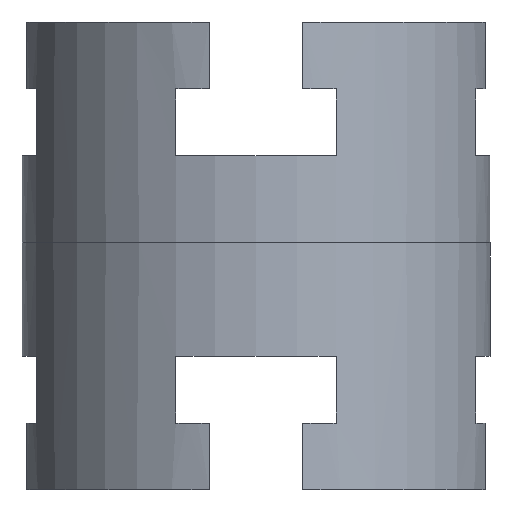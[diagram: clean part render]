
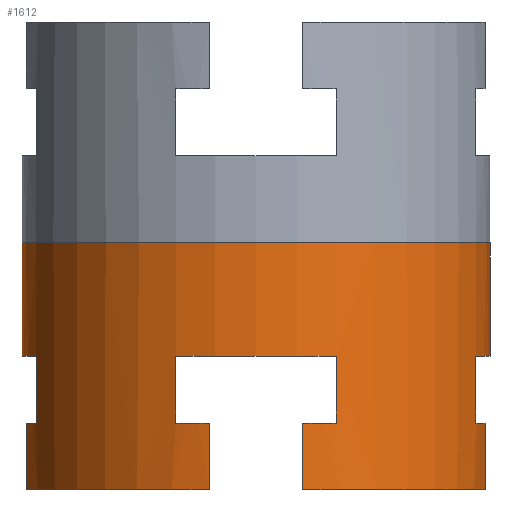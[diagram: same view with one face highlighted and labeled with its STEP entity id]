
A CAD part, front view. The second image highlights one B-rep face of the part: STEP entity #1612.
In plain terms, the highlighted cylindrical face has radius 35 mm (diameter 70 mm), a partial arc.
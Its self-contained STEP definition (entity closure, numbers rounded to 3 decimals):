
#654=VERTEX_POINT('',#1799);
#744=EDGE_CURVE('',#1520,#912,#1900,.T.);
#760=VERTEX_POINT('',#1916);
#778=EDGE_CURVE('',#1284,#760,#1937,.T.);
#798=EDGE_CURVE('',#930,#974,#1958,.T.);
#842=EDGE_CURVE('',#1318,#1486,#2006,.T.);
#912=VERTEX_POINT('',#2081);
#922=VERTEX_POINT('',#2093);
#930=VERTEX_POINT('',#2101);
#974=VERTEX_POINT('',#2150);
#998=EDGE_CURVE('',#1412,#1100,#2176,.T.);
#1070=VERTEX_POINT('',#2257);
#1090=EDGE_CURVE('',#1118,#930,#2279,.T.);
#1100=VERTEX_POINT('',#2290);
#1118=VERTEX_POINT('',#2309);
#1144=EDGE_CURVE('',#1486,#1118,#2337,.T.);
#1164=VERTEX_POINT('',#2361);
#1246=EDGE_CURVE('',#974,#1700,#2455,.T.);
#1256=EDGE_CURVE('',#760,#922,#2466,.T.);
#1260=EDGE_CURVE('',#922,#1590,#2470,.T.);
#1272=EDGE_CURVE('',#654,#1318,#2483,.T.);
#1278=EDGE_CURVE('',#1534,#1412,#2489,.T.);
#1284=VERTEX_POINT('',#2496);
#1294=EDGE_CURVE('',#1700,#1164,#2506,.T.);
#1318=VERTEX_POINT('',#2533);
#1360=EDGE_CURVE('',#912,#1566,#2580,.T.);
#1412=VERTEX_POINT('',#2639);
#1438=EDGE_CURVE('',#1070,#1284,#2668,.T.);
#1486=VERTEX_POINT('',#2723);
#1498=EDGE_CURVE('',#1164,#1534,#2735,.T.);
#1520=VERTEX_POINT('',#2757);
#1534=VERTEX_POINT('',#2772);
#1566=VERTEX_POINT('',#2810);
#1584=EDGE_CURVE('',#1590,#1676,#2830,.T.);
#1590=VERTEX_POINT('',#2836);
#1612=ADVANCED_FACE('',(#2858),#2859,.T.);
#1642=EDGE_CURVE('',#1676,#1520,#2891,.T.);
#1666=EDGE_CURVE('',#1100,#1070,#2918,.T.);
#1676=VERTEX_POINT('',#2928);
#1698=EDGE_CURVE('',#1566,#654,#2951,.T.);
#1700=VERTEX_POINT('',#2953);
#1799=CARTESIAN_POINT('',(-34.293,-7.,0.0));
#1900=LINE('',#3206,#3207);
#1916=CARTESIAN_POINT('',(35.0,0.,20.0));
#1937=CIRCLE('',#3260,35.0);
#1958=CIRCLE('',#3286,35.0);
#2006=LINE('',#3348,#3349);
#2081=CARTESIAN_POINT('',(-32.879,-12.,10.0));
#2093=CARTESIAN_POINT('',(35.0,0.,36.95));
#2101=CARTESIAN_POINT('',(-12.,-32.879,20.0));
#2150=CARTESIAN_POINT('',(12.,-32.879,20.0));
#2176=LINE('',#3591,#3592);
#2257=CARTESIAN_POINT('',(32.879,-12.,10.0));
#2279=LINE('',#3724,#3725);
#2290=CARTESIAN_POINT('',(34.293,-7.,10.0));
#2309=CARTESIAN_POINT('',(-12.,-32.879,10.0));
#2337=CIRCLE('',#3805,35.0);
#2361=CARTESIAN_POINT('',(7.,-34.293,10.));
#2455=LINE('',#3967,#3968);
#2466=LINE('',#3986,#3987);
#2470=CIRCLE('',#3994,35.0);
#2483=CIRCLE('',#4012,35.0);
#2489=CIRCLE('',#4019,35.0);
#2496=CARTESIAN_POINT('',(32.879,-12.,20.0));
#2506=CIRCLE('',#4045,35.0);
#2533=CARTESIAN_POINT('',(-7.,-34.293,0.));
#2580=CIRCLE('',#4163,35.0);
#2639=CARTESIAN_POINT('',(34.293,-7.,0.0));
#2668=LINE('',#4280,#4281);
#2723=CARTESIAN_POINT('',(-7.,-34.293,10.));
#2735=LINE('',#4367,#4368);
#2757=CARTESIAN_POINT('',(-32.879,-12.,20.0));
#2772=CARTESIAN_POINT('',(7.,-34.293,0.));
#2810=CARTESIAN_POINT('',(-34.293,-7.,10.));
#2830=LINE('',#4503,#4504);
#2836=CARTESIAN_POINT('',(-35.0,0.,36.95));
#2858=FACE_OUTER_BOUND('',#4545,.T.);
#2859=CYLINDRICAL_SURFACE('',#4546,35.0);
#2891=CIRCLE('',#4596,35.0);
#2918=CIRCLE('',#4629,35.0);
#2928=CARTESIAN_POINT('',(-35.0,0.,20.0));
#2951=LINE('',#4674,#4675);
#2953=CARTESIAN_POINT('',(12.,-32.879,10.0));
#3206=CARTESIAN_POINT('',(-32.879,-12.,0.0));
#3207=VECTOR('',#4911,1.0);
#3260=AXIS2_PLACEMENT_3D('',#4953,#4954,#4955);
#3286=AXIS2_PLACEMENT_3D('',#4971,#4972,#4973);
#3348=CARTESIAN_POINT('',(-7.,-34.293,0.0));
#3349=VECTOR('',#5020,1.0);
#3591=CARTESIAN_POINT('',(34.293,-7.,0.0));
#3592=VECTOR('',#5226,1.0);
#3724=CARTESIAN_POINT('',(-12.,-32.879,0.0));
#3725=VECTOR('',#5373,1.0);
#3805=AXIS2_PLACEMENT_3D('',#5431,#5432,#5433);
#3967=CARTESIAN_POINT('',(12.,-32.879,0.0));
#3968=VECTOR('',#5593,1.0);
#3986=CARTESIAN_POINT('',(35.0,0.,0.0));
#3987=VECTOR('',#5605,1.0);
#3994=AXIS2_PLACEMENT_3D('',#5607,#5608,#5609);
#4012=AXIS2_PLACEMENT_3D('',#5620,#5621,#5622);
#4019=AXIS2_PLACEMENT_3D('',#5623,#5624,#5625);
#4045=AXIS2_PLACEMENT_3D('',#5643,#5644,#5645);
#4163=AXIS2_PLACEMENT_3D('',#5733,#5734,#5735);
#4280=CARTESIAN_POINT('',(32.879,-12.,0.0));
#4281=VECTOR('',#5854,1.0);
#4367=CARTESIAN_POINT('',(7.,-34.293,0.0));
#4368=VECTOR('',#5916,1.0);
#4503=CARTESIAN_POINT('',(-35.0,0.,0.0));
#4504=VECTOR('',#6022,1.0);
#4545=EDGE_LOOP('',(#6043,#6044,#6045,#6046,#6047,#6048,#6049,#6050,#6051,#6052,#6053,#6054,#6055,#6056,#6057,#6058,#6059,#6060,#6061,#6062));
#4546=AXIS2_PLACEMENT_3D('',#6063,#6064,#6065);
#4596=AXIS2_PLACEMENT_3D('',#6093,#6094,#6095);
#4629=AXIS2_PLACEMENT_3D('',#6129,#6130,#6131);
#4674=CARTESIAN_POINT('',(-34.293,-7.,0.0));
#4675=VECTOR('',#6159,1.0);
#4911=DIRECTION('',(0.0,0.0,-1.0));
#4953=CARTESIAN_POINT('',(0.0,0.0,20.0));
#4954=DIRECTION('',(0.,0.0,1.0));
#4955=DIRECTION('',(1.0,0.0,0.));
#4971=CARTESIAN_POINT('',(0.0,0.0,20.0));
#4972=DIRECTION('',(0.,0.,1.0));
#4973=DIRECTION('',(1.0,0.,0.));
#5020=DIRECTION('',(0.0,0.0,1.0));
#5226=DIRECTION('',(0.0,0.0,1.0));
#5373=DIRECTION('',(0.0,0.0,1.0));
#5431=CARTESIAN_POINT('',(0.0,0.0,10.0));
#5432=DIRECTION('',(0.,0.,-1.0));
#5433=DIRECTION('',(1.0,0.,0.));
#5593=DIRECTION('',(0.0,0.0,-1.0));
#5605=DIRECTION('',(0.0,0.0,1.0));
#5607=CARTESIAN_POINT('',(0.0,0.0,36.95));
#5608=DIRECTION('',(0.0,0.0,-1.0));
#5609=DIRECTION('',(1.0,0.0,0.0));
#5620=CARTESIAN_POINT('',(0.0,0.0,0.0));
#5621=DIRECTION('',(0.0,0.0,1.0));
#5622=DIRECTION('',(1.0,0.0,0.0));
#5623=CARTESIAN_POINT('',(0.0,0.0,0.0));
#5624=DIRECTION('',(0.0,0.0,1.0));
#5625=DIRECTION('',(1.0,0.0,0.0));
#5643=CARTESIAN_POINT('',(0.0,0.0,10.0));
#5644=DIRECTION('',(0.,0.,-1.0));
#5645=DIRECTION('',(1.0,0.,0.));
#5733=CARTESIAN_POINT('',(0.0,0.0,10.0));
#5734=DIRECTION('',(0.,0.0,-1.0));
#5735=DIRECTION('',(1.0,0.0,0.));
#5854=DIRECTION('',(0.0,0.0,1.0));
#5916=DIRECTION('',(0.0,0.0,-1.0));
#6022=DIRECTION('',(-0.0,-0.0,-1.0));
#6043=ORIENTED_EDGE('',*,*,#1256,.T.);
#6044=ORIENTED_EDGE('',*,*,#1260,.T.);
#6045=ORIENTED_EDGE('',*,*,#1584,.T.);
#6046=ORIENTED_EDGE('',*,*,#1642,.T.);
#6047=ORIENTED_EDGE('',*,*,#744,.T.);
#6048=ORIENTED_EDGE('',*,*,#1360,.T.);
#6049=ORIENTED_EDGE('',*,*,#1698,.T.);
#6050=ORIENTED_EDGE('',*,*,#1272,.T.);
#6051=ORIENTED_EDGE('',*,*,#842,.T.);
#6052=ORIENTED_EDGE('',*,*,#1144,.T.);
#6053=ORIENTED_EDGE('',*,*,#1090,.T.);
#6054=ORIENTED_EDGE('',*,*,#798,.T.);
#6055=ORIENTED_EDGE('',*,*,#1246,.T.);
#6056=ORIENTED_EDGE('',*,*,#1294,.T.);
#6057=ORIENTED_EDGE('',*,*,#1498,.T.);
#6058=ORIENTED_EDGE('',*,*,#1278,.T.);
#6059=ORIENTED_EDGE('',*,*,#998,.T.);
#6060=ORIENTED_EDGE('',*,*,#1666,.T.);
#6061=ORIENTED_EDGE('',*,*,#1438,.T.);
#6062=ORIENTED_EDGE('',*,*,#778,.T.);
#6063=CARTESIAN_POINT('',(0.0,0.0,0.0));
#6064=DIRECTION('',(-0.0,-0.0,-1.0));
#6065=DIRECTION('',(1.0,0.0,0.0));
#6093=CARTESIAN_POINT('',(0.0,0.0,20.0));
#6094=DIRECTION('',(0.,0.0,1.0));
#6095=DIRECTION('',(1.0,0.0,0.));
#6129=CARTESIAN_POINT('',(0.0,0.0,10.0));
#6130=DIRECTION('',(0.,0.0,-1.0));
#6131=DIRECTION('',(1.0,0.0,0.));
#6159=DIRECTION('',(0.0,0.0,-1.0));
